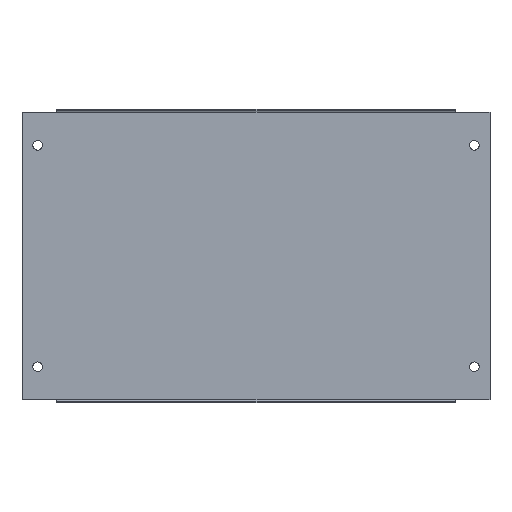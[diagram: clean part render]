
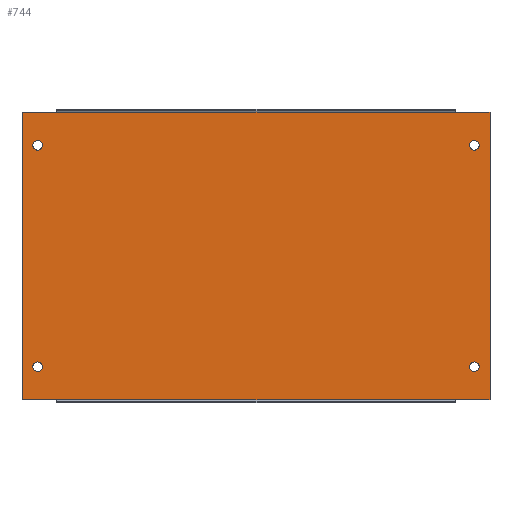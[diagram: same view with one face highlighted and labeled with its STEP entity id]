
A CAD part, top view. The second image highlights one B-rep face of the part: STEP entity #744.
In plain terms, the highlighted planar face has unit normal (0, 0, 1).
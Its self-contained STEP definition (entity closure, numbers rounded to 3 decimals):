
#1 = VECTOR ( 'NONE', #470, 1000. ) ;
#3 = ORIENTED_EDGE ( 'NONE', *, *, #790, .T. ) ;
#4 = AXIS2_PLACEMENT_3D ( 'NONE', #722, #794, #797 ) ;
#19 = CARTESIAN_POINT ( 'NONE',  ( 293.5, 0., 0. ) ) ;
#20 = AXIS2_PLACEMENT_3D ( 'NONE', #344, #604, #799 ) ;
#22 = CARTESIAN_POINT ( 'NONE',  ( 0., 0., 0. ) ) ;
#26 = ORIENTED_EDGE ( 'NONE', *, *, #635, .T. ) ;
#39 = CARTESIAN_POINT ( 'NONE',  ( 0., 195., 0. ) ) ;
#46 = DIRECTION ( 'NONE',  ( -1., 0., 0. ) ) ;
#56 = FACE_BOUND ( 'NONE', #795, .T. ) ;
#64 = EDGE_LOOP ( 'NONE', ( #615 ) ) ;
#85 = CIRCLE ( 'NONE', #20, 3.25 ) ;
#92 = EDGE_CURVE ( 'NONE', #574, #574, #85, .T. ) ;
#94 = LINE ( 'NONE', #19, #1 ) ;
#97 = ORIENTED_EDGE ( 'NONE', *, *, #512, .F. ) ;
#110 = LINE ( 'NONE', #436, #592 ) ;
#113 = DIRECTION ( 'NONE',  ( -1., 0., 0. ) ) ;
#118 = VERTEX_POINT ( 'NONE', #819 ) ;
#133 = ORIENTED_EDGE ( 'NONE', *, *, #486, .T. ) ;
#156 = ORIENTED_EDGE ( 'NONE', *, *, #472, .T. ) ;
#164 = ORIENTED_EDGE ( 'NONE', *, *, #593, .T. ) ;
#171 = CIRCLE ( 'NONE', #402, 3.25 ) ;
#182 = CARTESIAN_POINT ( 'NONE',  ( 23.5, 195., 0. ) ) ;
#186 = ORIENTED_EDGE ( 'NONE', *, *, #282, .F. ) ;
#196 = EDGE_CURVE ( 'NONE', #627, #446, #542, .T. ) ;
#233 = FACE_BOUND ( 'NONE', #64, .T. ) ;
#239 = DIRECTION ( 'NONE',  ( -1., 0., 0. ) ) ;
#241 = LINE ( 'NONE', #372, #385 ) ;
#245 = DIRECTION ( 'NONE',  ( 1., 0., 0. ) ) ;
#273 = FACE_BOUND ( 'NONE', #851, .T. ) ;
#274 = DIRECTION ( 'NONE',  ( 0., 0., -1. ) ) ;
#275 = PLANE ( 'NONE',  #4 ) ;
#282 = EDGE_CURVE ( 'NONE', #448, #446, #94, .T. ) ;
#292 = ORIENTED_EDGE ( 'NONE', *, *, #196, .T. ) ;
#302 = LINE ( 'NONE', #182, #610 ) ;
#306 = DIRECTION ( 'NONE',  ( 0., -1., 0. ) ) ;
#312 = VERTEX_POINT ( 'NONE', #733 ) ;
#314 = DIRECTION ( 'NONE',  ( 0., 0., -1. ) ) ;
#344 = CARTESIAN_POINT ( 'NONE',  ( 306.4, 22.5, 0. ) ) ;
#348 = AXIS2_PLACEMENT_3D ( 'NONE', #363, #274, #239 ) ;
#363 = CARTESIAN_POINT ( 'NONE',  ( 10.6, 22.5, 0. ) ) ;
#364 = CARTESIAN_POINT ( 'NONE',  ( 306.4, 172.5, 0. ) ) ;
#370 = DIRECTION ( 'NONE',  ( 0., 1., 0. ) ) ;
#372 = CARTESIAN_POINT ( 'NONE',  ( 0., 0., 0. ) ) ;
#385 = VECTOR ( 'NONE', #442, 1000. ) ;
#387 = VERTEX_POINT ( 'NONE', #496 ) ;
#389 = EDGE_LOOP ( 'NONE', ( #438, #292, #186, #26, #164, #418, #97, #156 ) ) ;
#400 = FACE_OUTER_BOUND ( 'NONE', #389, .T. ) ;
#402 = AXIS2_PLACEMENT_3D ( 'NONE', #364, #846, #433 ) ;
#404 = CARTESIAN_POINT ( 'NONE',  ( 317., 0., 0. ) ) ;
#411 = VECTOR ( 'NONE', #370, 1000. ) ;
#418 = ORIENTED_EDGE ( 'NONE', *, *, #550, .T. ) ;
#429 = VERTEX_POINT ( 'NONE', #747 ) ;
#433 = DIRECTION ( 'NONE',  ( -1., 0., 0. ) ) ;
#436 = CARTESIAN_POINT ( 'NONE',  ( 0., 195., 0. ) ) ;
#438 = ORIENTED_EDGE ( 'NONE', *, *, #469, .T. ) ;
#442 = DIRECTION ( 'NONE',  ( 1., 0., 0. ) ) ;
#446 = VERTEX_POINT ( 'NONE', #662 ) ;
#448 = VERTEX_POINT ( 'NONE', #485 ) ;
#456 = CARTESIAN_POINT ( 'NONE',  ( 23.5, 195., 0. ) ) ;
#469 = EDGE_CURVE ( 'NONE', #118, #627, #518, .T. ) ;
#470 = DIRECTION ( 'NONE',  ( -1., 0., 0. ) ) ;
#472 = EDGE_CURVE ( 'NONE', #710, #118, #665, .T. ) ;
#483 = AXIS2_PLACEMENT_3D ( 'NONE', #692, #314, #776 ) ;
#484 = VECTOR ( 'NONE', #113, 1000. ) ;
#485 = CARTESIAN_POINT ( 'NONE',  ( 293.5, 0., 0. ) ) ;
#486 = EDGE_CURVE ( 'NONE', #549, #549, #171, .T. ) ;
#496 = CARTESIAN_POINT ( 'NONE',  ( 7.35, 172.5, 0. ) ) ;
#499 = CARTESIAN_POINT ( 'NONE',  ( 7.35, 22.5, 0. ) ) ;
#506 = VECTOR ( 'NONE', #659, 1000. ) ;
#512 = EDGE_CURVE ( 'NONE', #710, #429, #302, .T. ) ;
#518 = LINE ( 'NONE', #843, #856 ) ;
#540 = CIRCLE ( 'NONE', #348, 3.25 ) ;
#542 = LINE ( 'NONE', #22, #506 ) ;
#549 = VERTEX_POINT ( 'NONE', #684 ) ;
#550 = EDGE_CURVE ( 'NONE', #312, #429, #110, .T. ) ;
#562 = FACE_BOUND ( 'NONE', #853, .T. ) ;
#574 = VERTEX_POINT ( 'NONE', #713 ) ;
#592 = VECTOR ( 'NONE', #46, 1000. ) ;
#593 = EDGE_CURVE ( 'NONE', #764, #312, #765, .T. ) ;
#604 = DIRECTION ( 'NONE',  ( 0., 0., -1. ) ) ;
#610 = VECTOR ( 'NONE', #245, 1000. ) ;
#615 = ORIENTED_EDGE ( 'NONE', *, *, #92, .T. ) ;
#627 = VERTEX_POINT ( 'NONE', #773 ) ;
#635 = EDGE_CURVE ( 'NONE', #448, #764, #241, .T. ) ;
#654 = EDGE_CURVE ( 'NONE', #387, #387, #708, .T. ) ;
#657 = ORIENTED_EDGE ( 'NONE', *, *, #654, .T. ) ;
#659 = DIRECTION ( 'NONE',  ( 1., 0., 0. ) ) ;
#662 = CARTESIAN_POINT ( 'NONE',  ( 23.5, 0., 0. ) ) ;
#665 = LINE ( 'NONE', #39, #484 ) ;
#684 = CARTESIAN_POINT ( 'NONE',  ( 303.15, 172.5, 0. ) ) ;
#692 = CARTESIAN_POINT ( 'NONE',  ( 10.6, 172.5, 0. ) ) ;
#708 = CIRCLE ( 'NONE', #483, 3.25 ) ;
#709 = VERTEX_POINT ( 'NONE', #499 ) ;
#710 = VERTEX_POINT ( 'NONE', #456 ) ;
#713 = CARTESIAN_POINT ( 'NONE',  ( 303.15, 22.5, 0. ) ) ;
#722 = CARTESIAN_POINT ( 'NONE',  ( 0., 0., 0. ) ) ;
#733 = CARTESIAN_POINT ( 'NONE',  ( 317., 195., 0. ) ) ;
#744 = ADVANCED_FACE ( 'NONE', ( #273, #56, #562, #233, #400 ), #275, .F. ) ;
#747 = CARTESIAN_POINT ( 'NONE',  ( 293.5, 195., 0. ) ) ;
#764 = VERTEX_POINT ( 'NONE', #404 ) ;
#765 = LINE ( 'NONE', #769, #411 ) ;
#769 = CARTESIAN_POINT ( 'NONE',  ( 317., 0., 0. ) ) ;
#773 = CARTESIAN_POINT ( 'NONE',  ( 0., 0., 0. ) ) ;
#776 = DIRECTION ( 'NONE',  ( -1., 0., 0. ) ) ;
#790 = EDGE_CURVE ( 'NONE', #709, #709, #540, .T. ) ;
#794 = DIRECTION ( 'NONE',  ( 0., 0., -1. ) ) ;
#795 = EDGE_LOOP ( 'NONE', ( #133 ) ) ;
#797 = DIRECTION ( 'NONE',  ( -1., 0., 0. ) ) ;
#799 = DIRECTION ( 'NONE',  ( -1., 0., 0. ) ) ;
#819 = CARTESIAN_POINT ( 'NONE',  ( 0., 195., 0. ) ) ;
#843 = CARTESIAN_POINT ( 'NONE',  ( 0., 0., 0. ) ) ;
#846 = DIRECTION ( 'NONE',  ( 0., 0., -1. ) ) ;
#851 = EDGE_LOOP ( 'NONE', ( #657 ) ) ;
#853 = EDGE_LOOP ( 'NONE', ( #3 ) ) ;
#856 = VECTOR ( 'NONE', #306, 1000. ) ;
